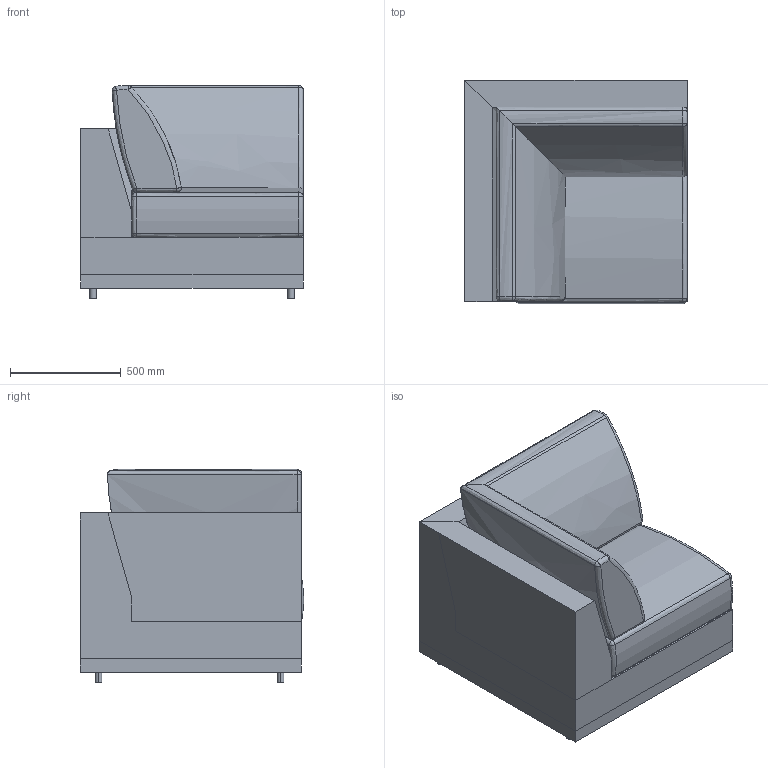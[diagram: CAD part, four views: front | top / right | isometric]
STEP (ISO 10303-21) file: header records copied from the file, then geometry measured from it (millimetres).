
FILE_DESCRIPTION(/* description */ (''),/* implementation_level */ '2;1');
FILE_NAME(/* name */ '810 Fly angolo 100',/* time_stamp */ '2013-10-18T09:21:40+02:00',/* author */ (''),/* organization */ (''),/* preprocessor_version */ 'ST-DEVELOPER v10',/* originating_system */ '',/* authorisation */ '');
FILE_SCHEMA (('CONFIG_CONTROL_DESIGN'));
Length unit declared in the file: millimetre
Products named in the file (1): 1
Bounding box: 1006.29 x 1009.9 x 964.89 mm (x, y, z)
Volume: 662047406 mm3; surface area: 8900357.8 mm2
Topology: 8 solids, 8 shells, 104 faces, 203 edges, 115 vertices
Faces by surface type: bspline 104
Entity records: 3735 total; most frequent: CARTESIAN_POINT 2469, ORIENTED_EDGE 406, EDGE_CURVE 203, VERTEX_POINT 115, ADVANCED_FACE 104, FACE_OUTER_BOUND 104, EDGE_LOOP 104, B_SPLINE_CURVE_WITH_KNOTS 83
